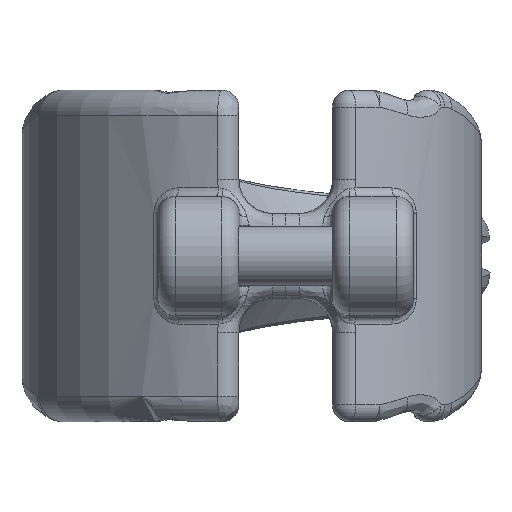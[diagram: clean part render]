
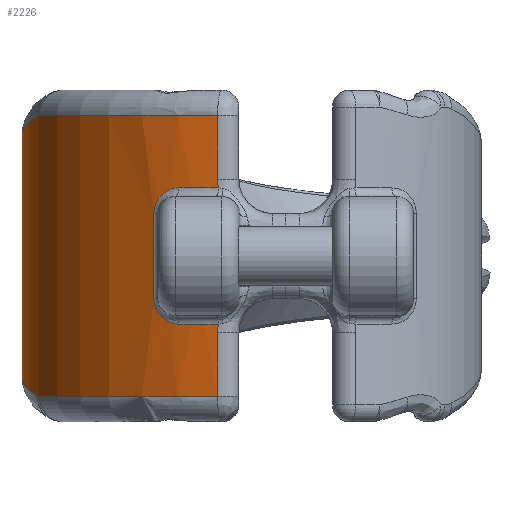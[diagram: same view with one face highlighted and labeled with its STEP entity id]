
A CAD part, front view. The second image highlights one B-rep face of the part: STEP entity #2226.
In plain terms, the highlighted cylindrical face has radius 31 mm (diameter 62 mm), a partial arc.
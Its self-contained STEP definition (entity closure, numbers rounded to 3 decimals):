
#274=ELLIPSE('',#7664,31.613,31.);
#275=ELLIPSE('',#7665,31.613,31.);
#399=LINE('',#10749,#713);
#400=LINE('',#10775,#714);
#401=LINE('',#10786,#715);
#402=LINE('',#10797,#716);
#713=VECTOR('',#8345,1.);
#714=VECTOR('',#8348,1.);
#715=VECTOR('',#8353,1.);
#716=VECTOR('',#8358,1.);
#1211=B_SPLINE_CURVE_WITH_KNOTS('',3,(#10731,#10732,#10733,#10734,#10735,
#10736,#10737,#10738,#10739,#10740,#10741,#10742,#10743,#10744,#10745,#10746),
.UNSPECIFIED.,.F.,.F.,(4,3,3,3,3,4),(0.,0.062,0.277,
0.516,0.759,1.),.UNSPECIFIED.);
#1212=B_SPLINE_CURVE_WITH_KNOTS('',3,(#10751,#10752,#10753,#10754,#10755,
#10756,#10757,#10758,#10759,#10760,#10761,#10762,#10763,#10764,#10765,#10766),
.UNSPECIFIED.,.F.,.F.,(4,3,3,3,3,4),(0.,0.062,0.277,
0.516,0.759,1.),.UNSPECIFIED.);
#1213=B_SPLINE_CURVE_WITH_KNOTS('',3,(#10770,#10771,#10772,#10773),.UNSPECIFIED.,
.F.,.F.,(4,4),(0.,1.),.UNSPECIFIED.);
#1214=B_SPLINE_CURVE_WITH_KNOTS('',3,(#10779,#10780,#10781,#10782),.UNSPECIFIED.,
.F.,.F.,(4,4),(0.,1.),.UNSPECIFIED.);
#1215=B_SPLINE_CURVE_WITH_KNOTS('',3,(#10790,#10791,#10792,#10793),.UNSPECIFIED.,
.F.,.F.,(4,4),(0.,1.),.UNSPECIFIED.);
#1216=B_SPLINE_CURVE_WITH_KNOTS('',3,(#10799,#10800,#10801,#10802),.UNSPECIFIED.,
.F.,.F.,(4,4),(0.,1.),.UNSPECIFIED.);
#1766=FACE_OUTER_BOUND('',#2820,.T.);
#2226=ADVANCED_FACE('',(#1766),#2681,.T.);
#2681=CYLINDRICAL_SURFACE('',#7668,31.);
#2820=EDGE_LOOP('',(#3450,#3451,#3452,#3453,#3454,#3455,#3456,#3457,#3458,
#3459,#3460,#3461,#3462,#3463,#3464,#3465));
#3450=ORIENTED_EDGE('',*,*,#6411,.F.);
#3451=ORIENTED_EDGE('',*,*,#6412,.F.);
#3452=ORIENTED_EDGE('',*,*,#6413,.T.);
#3453=ORIENTED_EDGE('',*,*,#6414,.T.);
#3454=ORIENTED_EDGE('',*,*,#6415,.T.);
#3455=ORIENTED_EDGE('',*,*,#6416,.T.);
#3456=ORIENTED_EDGE('',*,*,#6417,.T.);
#3457=ORIENTED_EDGE('',*,*,#6418,.T.);
#3458=ORIENTED_EDGE('',*,*,#6419,.T.);
#3459=ORIENTED_EDGE('',*,*,#6420,.F.);
#3460=ORIENTED_EDGE('',*,*,#6421,.F.);
#3461=ORIENTED_EDGE('',*,*,#6422,.F.);
#3462=ORIENTED_EDGE('',*,*,#6423,.F.);
#3463=ORIENTED_EDGE('',*,*,#6424,.F.);
#3464=ORIENTED_EDGE('',*,*,#6425,.F.);
#3465=ORIENTED_EDGE('',*,*,#6426,.F.);
#5718=VERTEX_POINT('',#10747);
#5719=VERTEX_POINT('',#10748);
#5720=VERTEX_POINT('',#10750);
#5721=VERTEX_POINT('',#10767);
#5722=VERTEX_POINT('',#10769);
#5723=VERTEX_POINT('',#10774);
#5724=VERTEX_POINT('',#10776);
#5725=VERTEX_POINT('',#10778);
#5726=VERTEX_POINT('',#10783);
#5727=VERTEX_POINT('',#10785);
#5728=VERTEX_POINT('',#10787);
#5729=VERTEX_POINT('',#10789);
#5730=VERTEX_POINT('',#10794);
#5731=VERTEX_POINT('',#10796);
#5732=VERTEX_POINT('',#10798);
#5733=VERTEX_POINT('',#10803);
#6411=EDGE_CURVE('',#5718,#5719,#1211,.T.);
#6412=EDGE_CURVE('',#5720,#5718,#399,.T.);
#6413=EDGE_CURVE('',#5720,#5721,#1212,.T.);
#6414=EDGE_CURVE('',#5721,#5722,#7392,.T.);
#6415=EDGE_CURVE('',#5722,#5723,#1213,.T.);
#6416=EDGE_CURVE('',#5723,#5724,#400,.T.);
#6417=EDGE_CURVE('',#5724,#5725,#7393,.T.);
#6418=EDGE_CURVE('',#5725,#5726,#1214,.T.);
#6419=EDGE_CURVE('',#5726,#5727,#274,.T.);
#6420=EDGE_CURVE('',#5728,#5727,#401,.T.);
#6421=EDGE_CURVE('',#5729,#5728,#275,.T.);
#6422=EDGE_CURVE('',#5730,#5729,#1215,.T.);
#6423=EDGE_CURVE('',#5731,#5730,#7394,.T.);
#6424=EDGE_CURVE('',#5732,#5731,#402,.T.);
#6425=EDGE_CURVE('',#5733,#5732,#1216,.T.);
#6426=EDGE_CURVE('',#5719,#5733,#7395,.T.);
#7392=CIRCLE('',#7662,31.);
#7393=CIRCLE('',#7663,31.);
#7394=CIRCLE('',#7666,31.);
#7395=CIRCLE('',#7667,31.);
#7662=AXIS2_PLACEMENT_3D('',#10768,#8346,#8347);
#7663=AXIS2_PLACEMENT_3D('',#10777,#8349,#8350);
#7664=AXIS2_PLACEMENT_3D('',#10784,#8351,#8352);
#7665=AXIS2_PLACEMENT_3D('',#10788,#8354,#8355);
#7666=AXIS2_PLACEMENT_3D('',#10795,#8356,#8357);
#7667=AXIS2_PLACEMENT_3D('',#10804,#8359,#8360);
#7668=AXIS2_PLACEMENT_3D('',#10805,#8361,#8362);
#8345=DIRECTION('',(0.,0.,-1.));
#8346=DIRECTION('',(0.,0.,1.));
#8347=DIRECTION('',(1.,0.,0.));
#8348=DIRECTION('',(0.,0.,1.));
#8349=DIRECTION('',(0.,0.,-1.));
#8350=DIRECTION('',(0.,-1.,0.));
#8351=DIRECTION('',(0.,-0.196,-0.981));
#8352=DIRECTION('',(0.,0.981,-0.196));
#8353=DIRECTION('',(0.,0.,1.));
#8354=DIRECTION('',(0.,0.196,-0.981));
#8355=DIRECTION('',(0.,0.981,0.196));
#8356=DIRECTION('',(0.,0.,-1.));
#8357=DIRECTION('',(0.,-1.,0.));
#8358=DIRECTION('',(0.,0.,-1.));
#8359=DIRECTION('',(0.,0.,1.));
#8360=DIRECTION('',(1.,0.,0.));
#8361=DIRECTION('',(0.,0.,1.));
#8362=DIRECTION('',(-1.,0.,0.));
#10731=CARTESIAN_POINT('',(-15.5,-15.847,-5.));
#10732=CARTESIAN_POINT('',(-15.5,-15.847,-5.103));
#10733=CARTESIAN_POINT('',(-15.495,-15.85,-5.207));
#10734=CARTESIAN_POINT('',(-15.485,-15.856,-5.309));
#10735=CARTESIAN_POINT('',(-15.45,-15.876,-5.655));
#10736=CARTESIAN_POINT('',(-15.354,-15.931,-5.999));
#10737=CARTESIAN_POINT('',(-15.21,-16.012,-6.306));
#10738=CARTESIAN_POINT('',(-15.05,-16.103,-6.649));
#10739=CARTESIAN_POINT('',(-14.824,-16.227,-6.959));
#10740=CARTESIAN_POINT('',(-14.561,-16.367,-7.208));
#10741=CARTESIAN_POINT('',(-14.293,-16.51,-7.462));
#10742=CARTESIAN_POINT('',(-13.978,-16.672,-7.663));
#10743=CARTESIAN_POINT('',(-13.644,-16.836,-7.797));
#10744=CARTESIAN_POINT('',(-13.313,-16.998,-7.93));
#10745=CARTESIAN_POINT('',(-12.952,-17.167,-8.));
#10746=CARTESIAN_POINT('',(-12.594,-17.327,-8.));
#10747=CARTESIAN_POINT('',(-15.5,-15.847,-5.));
#10748=CARTESIAN_POINT('',(-12.594,-17.327,-8.));
#10749=CARTESIAN_POINT('',(-15.5,-15.847,-25.));
#10750=CARTESIAN_POINT('',(-15.5,-15.847,5.));
#10751=CARTESIAN_POINT('',(-15.5,-15.847,5.));
#10752=CARTESIAN_POINT('',(-15.5,-15.847,5.103));
#10753=CARTESIAN_POINT('',(-15.495,-15.85,5.207));
#10754=CARTESIAN_POINT('',(-15.485,-15.856,5.309));
#10755=CARTESIAN_POINT('',(-15.45,-15.876,5.655));
#10756=CARTESIAN_POINT('',(-15.354,-15.931,5.999));
#10757=CARTESIAN_POINT('',(-15.21,-16.012,6.306));
#10758=CARTESIAN_POINT('',(-15.05,-16.103,6.649));
#10759=CARTESIAN_POINT('',(-14.824,-16.227,6.959));
#10760=CARTESIAN_POINT('',(-14.561,-16.367,7.208));
#10761=CARTESIAN_POINT('',(-14.293,-16.51,7.462));
#10762=CARTESIAN_POINT('',(-13.978,-16.672,7.663));
#10763=CARTESIAN_POINT('',(-13.644,-16.836,7.797));
#10764=CARTESIAN_POINT('',(-13.313,-16.998,7.93));
#10765=CARTESIAN_POINT('',(-12.952,-17.167,8.));
#10766=CARTESIAN_POINT('',(-12.594,-17.327,8.));
#10767=CARTESIAN_POINT('',(-12.594,-17.327,8.));
#10768=CARTESIAN_POINT('',(0.,11.,8.));
#10769=CARTESIAN_POINT('',(-7.928,-18.969,8.));
#10770=CARTESIAN_POINT('',(-7.928,-18.969,8.));
#10771=CARTESIAN_POINT('',(-7.987,-18.953,8.33));
#10772=CARTESIAN_POINT('',(-8.017,-18.945,8.663));
#10773=CARTESIAN_POINT('',(-8.017,-18.945,9.));
#10774=CARTESIAN_POINT('',(-8.017,-18.945,9.));
#10775=CARTESIAN_POINT('',(-8.017,-18.945,25.));
#10776=CARTESIAN_POINT('',(-8.017,-18.945,16.5));
#10777=CARTESIAN_POINT('',(0.,11.,16.5));
#10778=CARTESIAN_POINT('',(-28.975,-0.02,16.5));
#10779=CARTESIAN_POINT('',(-28.975,-0.02,16.5));
#10780=CARTESIAN_POINT('',(-29.036,0.139,16.5));
#10781=CARTESIAN_POINT('',(-29.095,0.3,16.484));
#10782=CARTESIAN_POINT('',(-29.152,0.458,16.453));
#10783=CARTESIAN_POINT('',(-29.152,0.458,16.453));
#10784=CARTESIAN_POINT('',(0.,11.,14.346));
#10785=CARTESIAN_POINT('',(-31.,11.,14.346));
#10786=CARTESIAN_POINT('',(-31.,11.,-25.));
#10787=CARTESIAN_POINT('',(-31.,11.,-14.346));
#10788=CARTESIAN_POINT('',(0.,11.,-14.346));
#10789=CARTESIAN_POINT('',(-29.152,0.458,-16.453));
#10790=CARTESIAN_POINT('',(-28.975,-0.02,-16.5));
#10791=CARTESIAN_POINT('',(-29.036,0.139,-16.5));
#10792=CARTESIAN_POINT('',(-29.095,0.3,-16.484));
#10793=CARTESIAN_POINT('',(-29.152,0.458,-16.453));
#10794=CARTESIAN_POINT('',(-28.975,-0.02,-16.5));
#10795=CARTESIAN_POINT('',(0.,11.,-16.5));
#10796=CARTESIAN_POINT('',(-8.017,-18.945,-16.5));
#10797=CARTESIAN_POINT('',(-8.017,-18.945,-25.));
#10798=CARTESIAN_POINT('',(-8.017,-18.945,-9.));
#10799=CARTESIAN_POINT('',(-7.928,-18.969,-8.));
#10800=CARTESIAN_POINT('',(-7.987,-18.953,-8.33));
#10801=CARTESIAN_POINT('',(-8.017,-18.945,-8.663));
#10802=CARTESIAN_POINT('',(-8.017,-18.945,-9.));
#10803=CARTESIAN_POINT('',(-7.928,-18.969,-8.));
#10804=CARTESIAN_POINT('',(0.,11.,-8.));
#10805=CARTESIAN_POINT('',(0.,11.,-25.));
